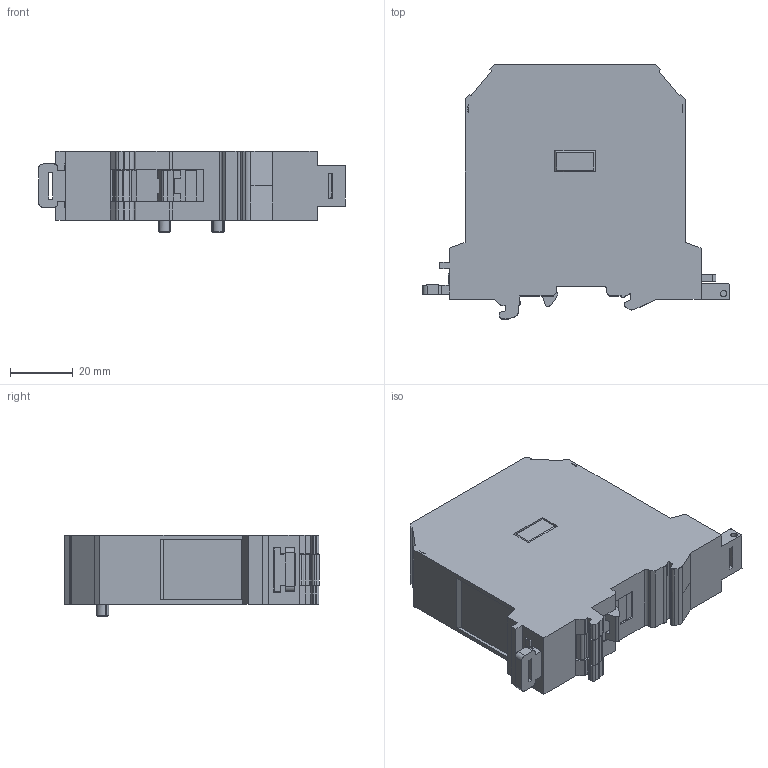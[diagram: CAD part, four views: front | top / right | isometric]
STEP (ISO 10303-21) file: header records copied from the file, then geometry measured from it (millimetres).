
FILE_DESCRIPTION (( 'STEP AP214' ), '1' );
FILE_NAME ('304490_AVK 70 RD_Grey.STEP', '2013-11-11T12:44:35', ( 'arge' ), ( 'Microsoft' ), 'SwSTEP 2.0', 'SolidWorks 2013', '' );
FILE_SCHEMA (( 'AUTOMOTIVE_DESIGN' ));
Length unit declared in the file: millimetre
Products named in the file (1): 304490_AVK 70 RD_Grey
Bounding box: 97.47 x 80.89 x 26 mm (x, y, z)
Volume: 113326.8 mm3; surface area: 20467 mm2
Topology: 2 solids, 5 shells, 347 faces, 929 edges, 614 vertices
Faces by surface type: plane 257, cylinder 67, cone 23
Entity records: 11858 total; most frequent: CARTESIAN_POINT 3443, ORIENTED_EDGE 1858, DIRECTION 1481, EDGE_CURVE 929, VECTOR 733, LINE 733, VERTEX_POINT 614, AXIS2_PLACEMENT_3D 374
